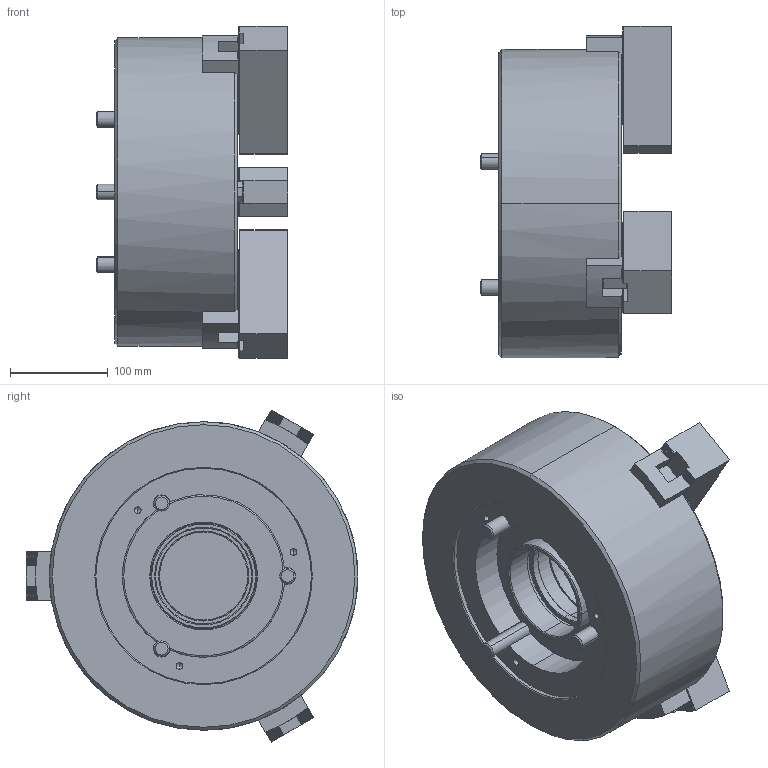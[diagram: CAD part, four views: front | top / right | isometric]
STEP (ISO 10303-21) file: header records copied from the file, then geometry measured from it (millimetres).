
FILE_DESCRIPTION (( 'STEP AP203' ), '1' );
FILE_NAME ('CF-3L-212.STEP', '2021-08-23T02:55:40', ( '' ), ( '' ), 'SwSTEP 2.0', 'SolidWorks 2016', '' );
FILE_SCHEMA (( 'CONFIG_CONTROL_DESIGN' ));
Length unit declared in the file: millimetre
Products named in the file (12): 圓頭內六角螺栓_M16x35; SJ-12H; CF-3H-212-04000(T型塊); CF-3H-12-08000 ; CF-3L-212-07000; CF-3L-212-04000; CF-3L-212; CF-3L-212-03000; 半圓頭六角孔螺栓_M5x10; CF-3L-212-02000; 圓頭內六角螺栓_M16x125; CF-3L-212-01000
Assembly tree (26 placements, depth 2):
  CF-3L-212
    CF-3L-212-01000
    CF-3L-212-02000
    CF-3L-212-03000  x3
    CF-3L-212-04000
    CF-3L-212-07000
    CF-3H-12-08000 
    CF-3H-212-04000(T型塊)  x3
    SJ-12H  x3
    圓頭內六角螺栓_M16x35  x6
    圓頭內六角螺栓_M16x125  x3
    半圓頭六角孔螺栓_M5x10  x3
Bounding box: 195.3 x 338.75 x 338.93 mm (x, y, z)
Volume: 9307047.8 mm3; surface area: 794709.6 mm2
Topology: 26 solids, 26 shells, 3478 faces, 10007 edges, 6605 vertices
Faces by surface type: plane 2453, cylinder 885, cone 128, torus 12
Entity records: 42358 total; most frequent: CARTESIAN_POINT 8791, ORIENTED_EDGE 7190, DIRECTION 6040, EDGE_CURVE 3595, VECTOR 2724, LINE 2724, VERTEX_POINT 2373, AXIS2_PLACEMENT_3D 1658
